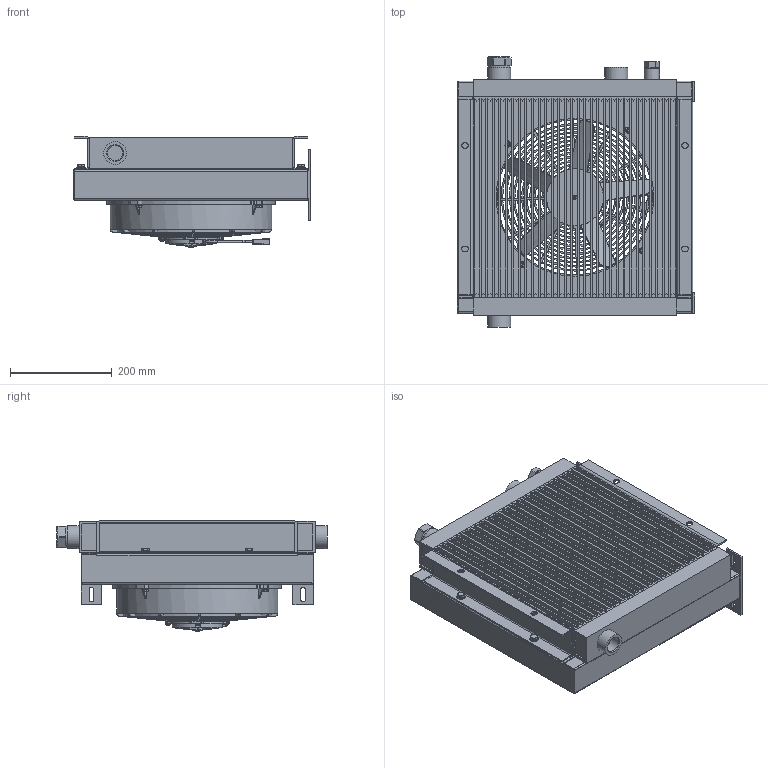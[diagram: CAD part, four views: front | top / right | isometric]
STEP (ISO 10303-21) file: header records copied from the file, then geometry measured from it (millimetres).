
FILE_DESCRIPTION((''),'2;1');
FILE_NAME('LDC-016-A-0-00-000-0-0.stp','2008-06-04T08:54:21',('smasc'),(''),'Autodesk Inventor 2008','Autodesk Inventor 2008','');
FILE_SCHEMA(('AUTOMOTIVE_DESIGN { 1 0 10303 214 1 1 1 1 }'));
Length unit declared in the file: millimetre
Products named in the file (1): Part2
Bounding box: 466 x 530.5 x 218 mm (x, y, z)
Volume: 5766172.1 mm3; surface area: 3017494 mm2
Topology: 24 solids, 24 shells, 3246 faces, 8821 edges, 5815 vertices
Faces by surface type: plane 1891, cylinder 618, cone 368, bspline 319, torus 42, sphere 8
Full cylindrical faces by diameter (mm): 2 x1, 3.222 x1, 3.822 x1, 4.567 x8, 5 x12, 6 x16, 6.4 x4, 8 x9, 8.4 x4, 8.88 x4, 11.63 x4, 12 x5, 13.2 x2, 15 x2, 16 x4, 18.631 x1, 20 x1, 21 x2, 22 x1, 28.5 x1, 30 x1, 30.291 x1, 31 x1, 35 x2, 36 x1, 39 x1, 43 x1, 45 x3, 112 x1, 305 x1
Entity records: 109157 total; most frequent: CARTESIAN_POINT 27185, ORIENTED_EDGE 17154, DIRECTION 15113, EDGE_CURVE 8577, VERTEX_POINT 5750, VECTOR 5435, LINE 5435, AXIS2_PLACEMENT_3D 4839
